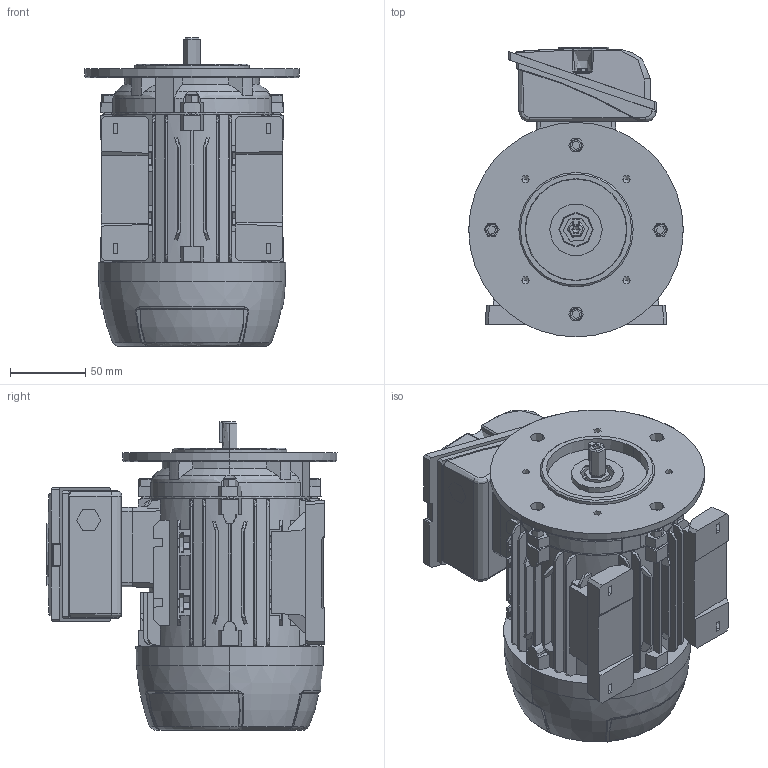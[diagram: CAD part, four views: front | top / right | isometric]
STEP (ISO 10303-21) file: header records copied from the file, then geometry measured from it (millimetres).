
FILE_DESCRIPTION (( 'STEP AP203' ), '1' );
FILE_NAME ('63 TOP.STEP', '2021-08-27T16:10:29', ( '' ), ( '' ), 'SwSTEP 2.0', 'SolidWorks 2018', '' );
FILE_SCHEMA (( 'CONFIG_CONTROL_DESIGN' ));
Length unit declared in the file: millimetre
Products named in the file (31): 105011312; 105007077; Parafuso Altracs M5; Eixo padrão IEC63 IR3; Parafuso Altracs M5_10.5011.291 x 15; 105006183; CONJUNTO CARCAÇA IEC63 IR3_505234119; 105007176; 105006182; 105035218_50.5307.013; 105007176_10.5007.176; 105033018; 105006182_50.5307.015; 105011312_105011312; 105006183_10.5006.183; 105032001; 105007177_10.5007.177; 63 TOP; 105035218; 105032001_10.5032.005-4x14; 105007177; Eixo padrão IEC63 IR3_50.5014.566
Assembly tree (19 placements, depth 3):
  105007077
  Parafuso Altracs M5
  Eixo padrão IEC63 IR3
  105006183
  Parafuso Altracs M5
Bounding box: 142.93 x 193.23 x 205.5 mm (x, y, z)
Volume: 2344531.6 mm3; surface area: 275462.3 mm2
Topology: 16 solids, 23 shells, 1698 faces, 4487 edges, 2897 vertices
Faces by surface type: plane 829, cylinder 496, cone 177, bspline 122, torus 53, sphere 21
Entity records: 58277 total; most frequent: CARTESIAN_POINT 16699, ORIENTED_EDGE 8486, DIRECTION 7651, EDGE_CURVE 4243, VERTEX_POINT 2759, AXIS2_PLACEMENT_3D 2657, LINE 2337, VECTOR 2337
